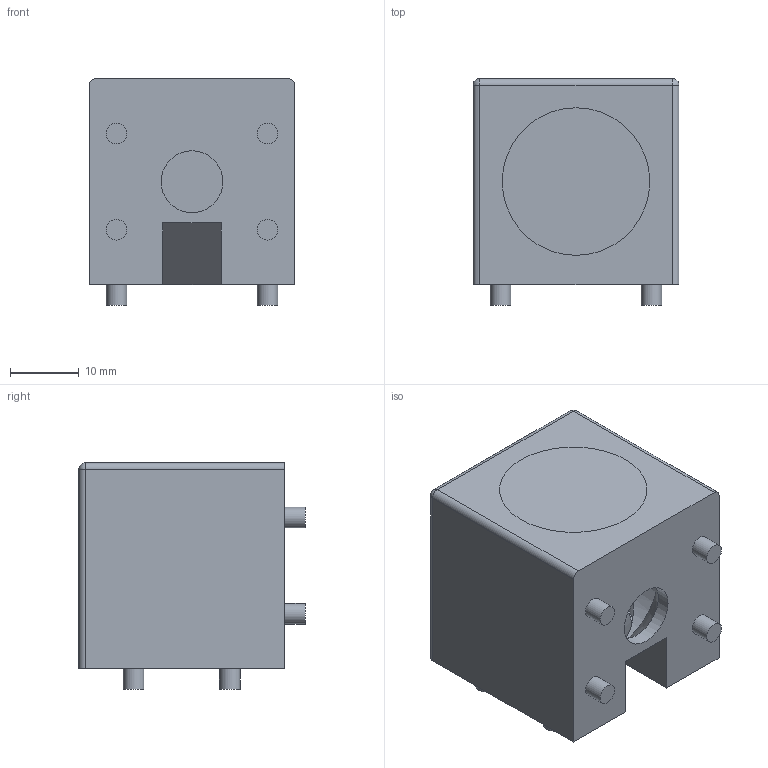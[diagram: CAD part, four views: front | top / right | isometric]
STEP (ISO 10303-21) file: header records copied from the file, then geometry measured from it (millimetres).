
FILE_DESCRIPTION((''),'2;1');
FILE_NAME('AR3803.stp','2019-02-08T10:37:16',('Konstruktor II'),(''),'Autodesk Inventor 2013','Autodesk Inventor 2013','');
FILE_SCHEMA(('AUTOMOTIVE_DESIGN { 1 0 10303 214 1 1 1 1 }'));
Length unit declared in the file: millimetre
Products named in the file (3): AR3803; AR3803 I; AR3803 II
Assembly tree (3 placements, depth 2):
  AR3803
    AR3803 I
    AR3803 II  x2
Bounding box: 30 x 33 x 33 mm (x, y, z)
Volume: 18513.3 mm3; surface area: 9371.8 mm2
Topology: 3 solids, 3 shells, 56 faces, 104 edges, 64 vertices
Faces by surface type: plane 25, cylinder 23, cone 6, sphere 2
Full cylindrical faces by diameter (mm): 3 x8, 9 x2, 15 x2, 17.5 x6
Entity records: 1253 total; most frequent: DIRECTION 232, CARTESIAN_POINT 186, ORIENTED_EDGE 146, AXIS2_PLACEMENT_3D 103, EDGE_LOOP 86, EDGE_CURVE 73, VERTEX_POINT 57, FACE_OUTER_BOUND 50
